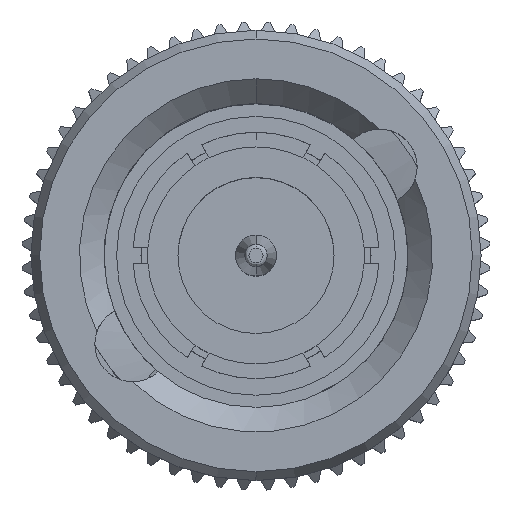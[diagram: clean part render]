
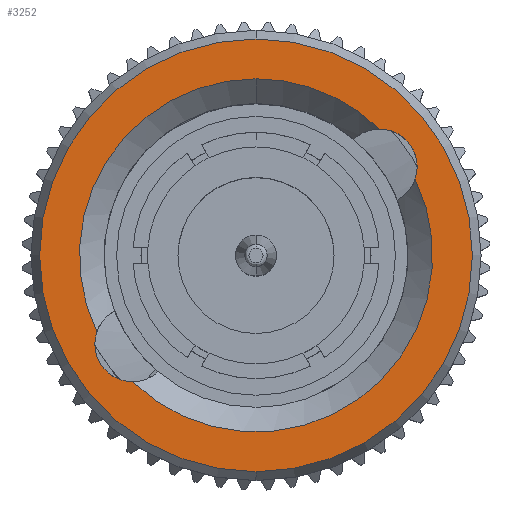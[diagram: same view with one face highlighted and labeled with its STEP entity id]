
A CAD part, top view. The second image highlights one B-rep face of the part: STEP entity #3252.
In plain terms, the highlighted face is planar.
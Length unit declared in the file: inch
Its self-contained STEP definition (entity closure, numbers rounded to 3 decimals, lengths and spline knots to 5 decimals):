
#7 = VERTEX_POINT ( 'NONE', #15946 ) ;
#47 = DIRECTION ( 'NONE',  ( -1., 0., 0. ) ) ;
#341 = EDGE_CURVE ( 'NONE', #653, #2280, #14325, .T. ) ;
#471 = VERTEX_POINT ( 'NONE', #4643 ) ;
#507 = FACE_BOUND ( 'NONE', #7857, .T. ) ;
#653 = VERTEX_POINT ( 'NONE', #17387 ) ;
#715 = DIRECTION ( 'NONE',  ( 0., 0., -1. ) ) ;
#1227 = EDGE_CURVE ( 'NONE', #6886, #6569, #7720, .T. ) ;
#1439 = CARTESIAN_POINT ( 'NONE',  ( 0.33873, 0., 0. ) ) ;
#1840 = CIRCLE ( 'NONE', #12002, 0.26339 ) ;
#1879 = EDGE_CURVE ( 'NONE', #17378, #653, #8970, .T. ) ;
#2280 = VERTEX_POINT ( 'NONE', #14179 ) ;
#2620 = CIRCLE ( 'NONE', #13111, 0.046 ) ;
#2741 = AXIS2_PLACEMENT_3D ( 'NONE', #1439, #47, #17207 ) ;
#2785 = CARTESIAN_POINT ( 'NONE',  ( 0.33873, 0., 0. ) ) ;
#3252 = ADVANCED_FACE ( 'NONE', ( #6218, #507 ), #17415, .F. ) ;
#3690 = CARTESIAN_POINT ( 'NONE',  ( 0.33873, 0., -0.26339 ) ) ;
#4460 = EDGE_CURVE ( 'NONE', #7, #2280, #13653, .T. ) ;
#4643 = CARTESIAN_POINT ( 'NONE',  ( 0.33873, 0., 0.26339 ) ) ;
#5086 = CIRCLE ( 'NONE', #15275, 0.046 ) ;
#5375 = DIRECTION ( 'NONE',  ( 0., 0., 1. ) ) ;
#5580 = AXIS2_PLACEMENT_3D ( 'NONE', #17171, #5896, #10038 ) ;
#5739 = CIRCLE ( 'NONE', #2741, 0.26339 ) ;
#5896 = DIRECTION ( 'NONE',  ( -1., 0., 0. ) ) ;
#6218 = FACE_OUTER_BOUND ( 'NONE', #12688, .T. ) ;
#6399 = CARTESIAN_POINT ( 'NONE',  ( 0.33873, 0.15014, -0.15382 ) ) ;
#6569 = VERTEX_POINT ( 'NONE', #6399 ) ;
#6649 = CARTESIAN_POINT ( 'NONE',  ( 0.33873, 0.1938, -0.09296 ) ) ;
#6752 = ORIENTED_EDGE ( 'NONE', *, *, #4460, .F. ) ;
#6783 = ORIENTED_EDGE ( 'NONE', *, *, #15771, .T. ) ;
#6886 = VERTEX_POINT ( 'NONE', #11004 ) ;
#7720 = CIRCLE ( 'NONE', #11319, 0.21494 ) ;
#7857 = EDGE_LOOP ( 'NONE', ( #15473, #12337, #13519, #6752, #10142, #15893 ) ) ;
#7972 = DIRECTION ( 'NONE',  ( 0., 0., 1. ) ) ;
#8509 = DIRECTION ( 'NONE',  ( 1., 0., 0. ) ) ;
#8913 = CARTESIAN_POINT ( 'NONE',  ( 0.33873, 0., 0. ) ) ;
#8927 = VERTEX_POINT ( 'NONE', #3690 ) ;
#8970 = CIRCLE ( 'NONE', #11354, 0.21494 ) ;
#9398 = DIRECTION ( 'NONE',  ( -1., 0., 0. ) ) ;
#10038 = DIRECTION ( 'NONE',  ( 0., 0., -1. ) ) ;
#10142 = ORIENTED_EDGE ( 'NONE', *, *, #10569, .F. ) ;
#10569 = EDGE_CURVE ( 'NONE', #6886, #7, #2620, .T. ) ;
#10901 = CARTESIAN_POINT ( 'NONE',  ( 0.33873, 0., 0. ) ) ;
#11004 = CARTESIAN_POINT ( 'NONE',  ( 0.33873, -0.1938, 0.09296 ) ) ;
#11319 = AXIS2_PLACEMENT_3D ( 'NONE', #8913, #11814, #13576 ) ;
#11354 = AXIS2_PLACEMENT_3D ( 'NONE', #13839, #16578, #715 ) ;
#11814 = DIRECTION ( 'NONE',  ( 1., 0., 0. ) ) ;
#12002 = AXIS2_PLACEMENT_3D ( 'NONE', #10901, #12410, #5375 ) ;
#12331 = CARTESIAN_POINT ( 'NONE',  ( 0.33873, -0.15026, 0.10782 ) ) ;
#12337 = ORIENTED_EDGE ( 'NONE', *, *, #1879, .T. ) ;
#12398 = EDGE_CURVE ( 'NONE', #17378, #6569, #5086, .T. ) ;
#12410 = DIRECTION ( 'NONE',  ( -1., 0., 0. ) ) ;
#12688 = EDGE_LOOP ( 'NONE', ( #6783, #14973 ) ) ;
#12824 = DIRECTION ( 'NONE',  ( 0., 0., -1. ) ) ;
#13111 = AXIS2_PLACEMENT_3D ( 'NONE', #12331, #16760, #13829 ) ;
#13193 = DIRECTION ( 'NONE',  ( 1., 0., 0. ) ) ;
#13519 = ORIENTED_EDGE ( 'NONE', *, *, #341, .T. ) ;
#13576 = DIRECTION ( 'NONE',  ( 0., 0., -1. ) ) ;
#13653 = CIRCLE ( 'NONE', #5580, 0.046 ) ;
#13829 = DIRECTION ( 'NONE',  ( 0., 0., -1. ) ) ;
#13839 = CARTESIAN_POINT ( 'NONE',  ( 0.33873, 0., 0. ) ) ;
#13983 = AXIS2_PLACEMENT_3D ( 'NONE', #14676, #13193, #14571 ) ;
#14179 = CARTESIAN_POINT ( 'NONE',  ( 0.33873, -0.15014, 0.15382 ) ) ;
#14325 = CIRCLE ( 'NONE', #16151, 0.21494 ) ;
#14571 = DIRECTION ( 'NONE',  ( 0., 0., -1. ) ) ;
#14676 = CARTESIAN_POINT ( 'NONE',  ( 0.33873, 0., -0.26339 ) ) ;
#14973 = ORIENTED_EDGE ( 'NONE', *, *, #17538, .T. ) ;
#15275 = AXIS2_PLACEMENT_3D ( 'NONE', #18021, #9398, #7972 ) ;
#15473 = ORIENTED_EDGE ( 'NONE', *, *, #12398, .F. ) ;
#15771 = EDGE_CURVE ( 'NONE', #8927, #471, #1840, .T. ) ;
#15893 = ORIENTED_EDGE ( 'NONE', *, *, #1227, .T. ) ;
#15946 = CARTESIAN_POINT ( 'NONE',  ( 0.33873, -0.15026, 0.15382 ) ) ;
#16151 = AXIS2_PLACEMENT_3D ( 'NONE', #2785, #8509, #12824 ) ;
#16578 = DIRECTION ( 'NONE',  ( 1., 0., 0. ) ) ;
#16760 = DIRECTION ( 'NONE',  ( -1., 0., 0. ) ) ;
#17171 = CARTESIAN_POINT ( 'NONE',  ( 0.33873, -0.15026, 0.10782 ) ) ;
#17207 = DIRECTION ( 'NONE',  ( 0., 0., 1. ) ) ;
#17378 = VERTEX_POINT ( 'NONE', #6649 ) ;
#17387 = CARTESIAN_POINT ( 'NONE',  ( 0.33873, 0., 0.21494 ) ) ;
#17415 = PLANE ( 'NONE',  #13983 ) ;
#17538 = EDGE_CURVE ( 'NONE', #471, #8927, #5739, .T. ) ;
#18021 = CARTESIAN_POINT ( 'NONE',  ( 0.33873, 0.15026, -0.10782 ) ) ;
